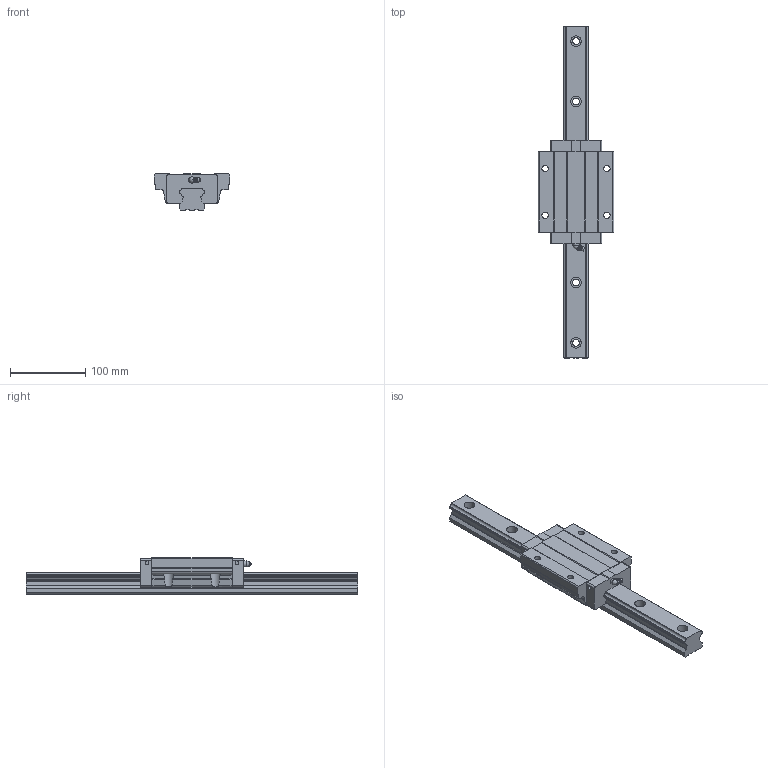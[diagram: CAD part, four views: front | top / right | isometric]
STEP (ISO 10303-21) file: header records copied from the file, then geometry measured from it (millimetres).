
FILE_DESCRIPTION(/* description */ ('Unknown'),/* implementation_level */ '2;1');
FILE_NAME(/* name */ 'H35FLUU1S-440L20_20',/* time_stamp */ '2023-12-18T10:18:51+09:00',/* author */ ('Unknown'),/* organization */ ('Unknown'),/* preprocessor_version */ 'ST-DEVELOPER v18.102',/* originating_system */ 'Solid Edge',/* authorisation */ 'Unknown');
FILE_SCHEMA (('AUTOMOTIVE_DESIGN {1 0 10303 214 3 1 1}'));
Length unit declared in the file: millimetre
Products named in the file (4): thisAsm; H35_RAIL; B-M6F; H35FL...S_BLOCK
Assembly tree (3 placements, depth 2):
  thisAsm
    H35_RAIL
    B-M6F
    H35FL...S_BLOCK
Bounding box: 100 x 440 x 48 mm (x, y, z)
Volume: 709795.6 mm3; surface area: 113820.7 mm2
Topology: 3 solids, 3 shells, 225 faces, 628 edges, 416 vertices
Faces by surface type: plane 143, cylinder 69, cone 9, torus 3, sphere 1
Full cylindrical faces by diameter (mm): 4.917 x2, 5.2 x4, 6 x1, 8 x1, 8.376 x4, 9 x6, 14 x6
Entity records: 8050 total; most frequent: CARTESIAN_POINT 1402, DIRECTION 1190, ORIENTED_EDGE 1166, EDGE_CURVE 583, AXIS2_PLACEMENT_3D 418, VERTEX_POINT 402, LINE 354, VECTOR 354
